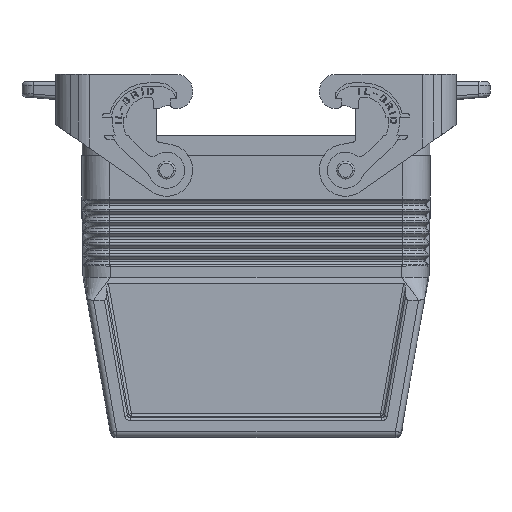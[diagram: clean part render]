
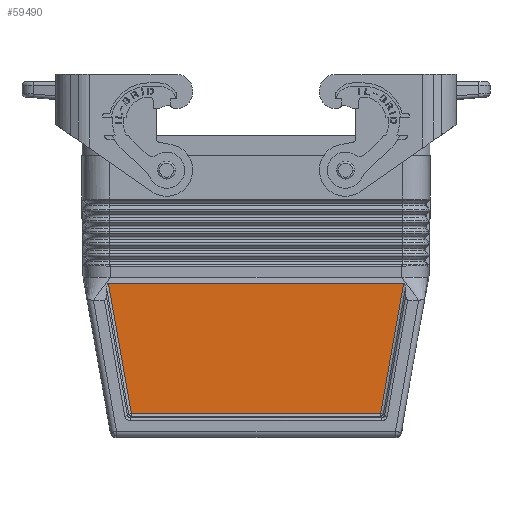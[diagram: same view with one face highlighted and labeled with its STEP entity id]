
A CAD part, front view. The second image highlights one B-rep face of the part: STEP entity #59490.
In plain terms, the highlighted face is planar.
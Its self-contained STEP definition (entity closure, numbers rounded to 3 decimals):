
#54190=CARTESIAN_POINT('',(417.083,-22.423,
34.87));
#54200=VERTEX_POINT('',#54190);
#54230=CARTESIAN_POINT('',(417.083,44.373,
34.87));
#54240=DIRECTION('',(0.,-1.,0.));
#54250=VECTOR('',#54240,1.);
#54260=LINE('',#54230,#54250);
#54270=CARTESIAN_POINT('',(417.083,56.735,
34.87));
#54280=VERTEX_POINT('',#54270);
#54290=EDGE_CURVE('',#54280,#54200,#54260,.T.);
#59190=CARTESIAN_POINT('',(417.083,-12.317,
48.893));
#59200=DIRECTION('',(1.,0.,0.));
#59210=DIRECTION('',(0.,1.,0.));
#59220=AXIS2_PLACEMENT_3D('',#59190,#59200,#59210);
#59230=PLANE('',#59220);
#59240=ORIENTED_EDGE('',*,*,#54290,.F.);
#59250=CARTESIAN_POINT('',(417.083,-26.411,
12.233));
#59260=DIRECTION('',(0.,-0.174,-0.985));
#59270=VECTOR('',#59260,1.);
#59280=LINE('',#59250,#59270);
#59290=CARTESIAN_POINT('',(417.083,-16.265,
69.818));
#59300=VERTEX_POINT('',#59290);
#59310=EDGE_CURVE('',#59300,#54200,#59280,.T.);
#59320=ORIENTED_EDGE('',*,*,#59310,.T.);
#59330=CARTESIAN_POINT('',(417.083,44.373,
69.818));
#59340=DIRECTION('',(0.,-1.,0.));
#59350=VECTOR('',#59340,1.);
#59360=LINE('',#59330,#59350);
#59370=CARTESIAN_POINT('',(417.083,50.578,
69.818));
#59380=VERTEX_POINT('',#59370);
#59390=EDGE_CURVE('',#59380,#59300,#59360,.T.);
#59400=ORIENTED_EDGE('',*,*,#59390,.T.);
#59410=CARTESIAN_POINT('',(417.083,60.723,
12.233));
#59420=DIRECTION('',(0.,0.174,-0.985));
#59430=VECTOR('',#59420,1.);
#59440=LINE('',#59410,#59430);
#59450=EDGE_CURVE('',#59380,#54280,#59440,.T.);
#59460=ORIENTED_EDGE('',*,*,#59450,.F.);
#59470=EDGE_LOOP('',(#59460,#59400,#59320,#59240));
#59480=FACE_OUTER_BOUND('',#59470,.T.);
#59490=ADVANCED_FACE('',(#59480),#59230,.T.);
